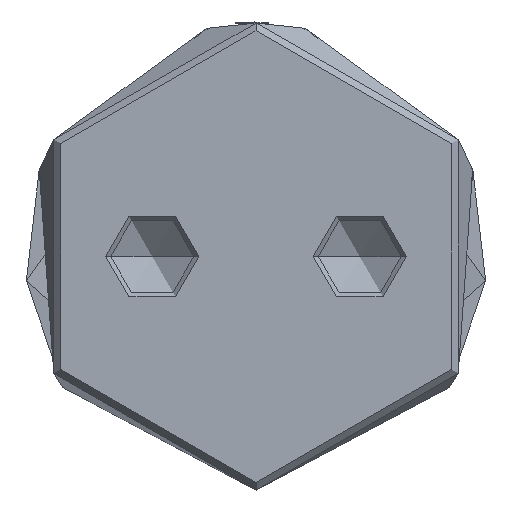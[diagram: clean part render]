
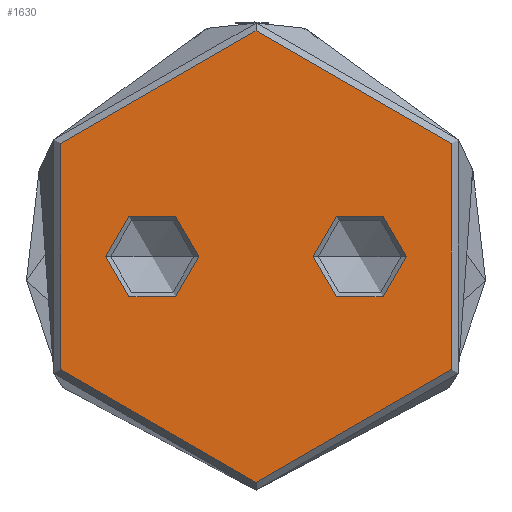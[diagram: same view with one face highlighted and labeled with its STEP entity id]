
A CAD part, front view. The second image highlights one B-rep face of the part: STEP entity #1630.
In plain terms, the highlighted face is planar.
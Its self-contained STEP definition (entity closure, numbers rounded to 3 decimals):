
#70 = DIRECTION ( 'NONE',  ( 0., 1., 0. ) ) ;
#120 = CARTESIAN_POINT ( 'NONE',  ( -10., 0., 0. ) ) ;
#293 = CARTESIAN_POINT ( 'NONE',  ( 0., 0., 0. ) ) ;
#460 = CARTESIAN_POINT ( 'NONE',  ( 5.5, 0., 0. ) ) ;
#626 = DIRECTION ( 'NONE',  ( -1., 0., 0. ) ) ;
#711 = DIRECTION ( 'NONE',  ( 0., 0., -1. ) ) ;
#716 = PLANE ( 'NONE',  #5270 ) ;
#760 = CIRCLE ( 'NONE', #4305, 4.5 ) ;
#955 = EDGE_LOOP ( 'NONE', ( #4613, #5360 ) ) ;
#960 = CARTESIAN_POINT ( 'NONE',  ( -5.5, 0., 0. ) ) ;
#1048 = AXIS2_PLACEMENT_3D ( 'NONE', #120, #3551, #626 ) ;
#1123 = EDGE_CURVE ( 'NONE', #4839, #1456, #5467, .T. ) ;
#1180 = VERTEX_POINT ( 'NONE', #1240 ) ;
#1240 = CARTESIAN_POINT ( 'NONE',  ( 0., -21.75, 0. ) ) ;
#1400 = CIRCLE ( 'NONE', #4874, 21.75 ) ;
#1456 = VERTEX_POINT ( 'NONE', #460 ) ;
#1462 = ORIENTED_EDGE ( 'NONE', *, *, #5442, .F. ) ;
#1482 = VERTEX_POINT ( 'NONE', #960 ) ;
#1617 = ORIENTED_EDGE ( 'NONE', *, *, #1123, .T. ) ;
#1630 = ADVANCED_FACE ( 'NONE', ( #2450, #5244, #4800 ), #716, .T. ) ;
#1725 = DIRECTION ( 'NONE',  ( 0., 0., 1. ) ) ;
#1997 = DIRECTION ( 'NONE',  ( 0., 0., 1. ) ) ;
#2074 = DIRECTION ( 'NONE',  ( 0., 1., 0. ) ) ;
#2311 = DIRECTION ( 'NONE',  ( 0., 0., -1. ) ) ;
#2450 = FACE_BOUND ( 'NONE', #3513, .T. ) ;
#2723 = DIRECTION ( 'NONE',  ( 0., 0., -1. ) ) ;
#2979 = CIRCLE ( 'NONE', #5481, 4.5 ) ;
#3032 = DIRECTION ( 'NONE',  ( 0., 0., -1. ) ) ;
#3096 = EDGE_CURVE ( 'NONE', #4265, #1180, #1400, .T. ) ;
#3103 = EDGE_LOOP ( 'NONE', ( #4698, #1462 ) ) ;
#3512 = ORIENTED_EDGE ( 'NONE', *, *, #5640, .T. ) ;
#3513 = EDGE_LOOP ( 'NONE', ( #1617, #3512 ) ) ;
#3551 = DIRECTION ( 'NONE',  ( 0., 0., -1. ) ) ;
#3579 = CIRCLE ( 'NONE', #1048, 4.5 ) ;
#3625 = CARTESIAN_POINT ( 'NONE',  ( -10., 0., 0. ) ) ;
#3738 = CARTESIAN_POINT ( 'NONE',  ( 0., 21.75, 0. ) ) ;
#3801 = CARTESIAN_POINT ( 'NONE',  ( -14.5, 0., 0. ) ) ;
#3950 = CIRCLE ( 'NONE', #4927, 21.75 ) ;
#4077 = EDGE_CURVE ( 'NONE', #1180, #4265, #3950, .T. ) ;
#4090 = DIRECTION ( 'NONE',  ( -1., 0., 0. ) ) ;
#4265 = VERTEX_POINT ( 'NONE', #3738 ) ;
#4305 = AXIS2_PLACEMENT_3D ( 'NONE', #4831, #1997, #5307 ) ;
#4570 = CARTESIAN_POINT ( 'NONE',  ( 10., 0., 0. ) ) ;
#4613 = ORIENTED_EDGE ( 'NONE', *, *, #4077, .T. ) ;
#4698 = ORIENTED_EDGE ( 'NONE', *, *, #6160, .F. ) ;
#4800 = FACE_OUTER_BOUND ( 'NONE', #955, .T. ) ;
#4831 = CARTESIAN_POINT ( 'NONE',  ( 10., 0., 0. ) ) ;
#4839 = VERTEX_POINT ( 'NONE', #5889 ) ;
#4874 = AXIS2_PLACEMENT_3D ( 'NONE', #5121, #2311, #5596 ) ;
#4927 = AXIS2_PLACEMENT_3D ( 'NONE', #5827, #3032, #70 ) ;
#5035 = DIRECTION ( 'NONE',  ( 1., 0., 0. ) ) ;
#5121 = CARTESIAN_POINT ( 'NONE',  ( 0., 0., 0. ) ) ;
#5244 = FACE_BOUND ( 'NONE', #3103, .T. ) ;
#5270 = AXIS2_PLACEMENT_3D ( 'NONE', #293, #2723, #2074 ) ;
#5307 = DIRECTION ( 'NONE',  ( 1., 0., 0. ) ) ;
#5360 = ORIENTED_EDGE ( 'NONE', *, *, #3096, .T. ) ;
#5442 = EDGE_CURVE ( 'NONE', #1482, #5564, #2979, .T. ) ;
#5467 = CIRCLE ( 'NONE', #5821, 4.5 ) ;
#5481 = AXIS2_PLACEMENT_3D ( 'NONE', #3625, #711, #4090 ) ;
#5564 = VERTEX_POINT ( 'NONE', #3801 ) ;
#5596 = DIRECTION ( 'NONE',  ( 0., 1., 0. ) ) ;
#5640 = EDGE_CURVE ( 'NONE', #1456, #4839, #760, .T. ) ;
#5821 = AXIS2_PLACEMENT_3D ( 'NONE', #4570, #1725, #5035 ) ;
#5827 = CARTESIAN_POINT ( 'NONE',  ( 0., 0., 0. ) ) ;
#5889 = CARTESIAN_POINT ( 'NONE',  ( 14.5, 0., 0. ) ) ;
#6160 = EDGE_CURVE ( 'NONE', #5564, #1482, #3579, .T. ) ;
